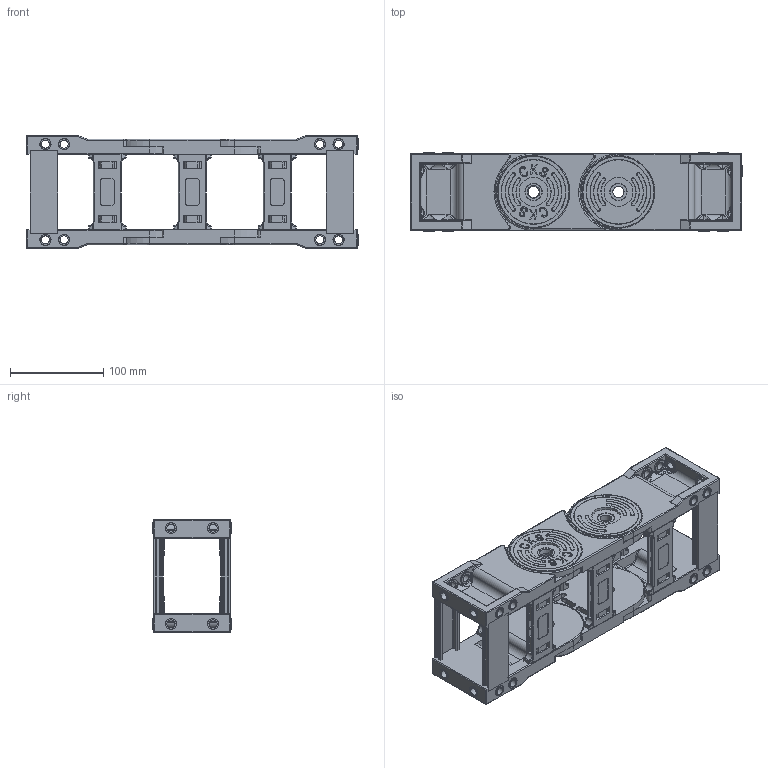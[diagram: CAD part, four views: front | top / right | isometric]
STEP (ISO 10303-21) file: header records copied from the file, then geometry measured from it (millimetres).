
FILE_DESCRIPTION (( 'STEP AP214' ), '1' );
FILE_NAME ('CK60-A080-AYAK.STEP', '2019-09-18T14:17:21', ( '' ), ( '' ), 'SwSTEP 2.0', 'SolidWorks 2017', '' );
FILE_SCHEMA (( 'AUTOMOTIVE_DESIGN' ));
Length unit declared in the file: millimetre
Products named in the file (1): CK60-A080-AYAK
Bounding box: 355.59 x 83.63 x 120.68 mm (x, y, z)
Volume: 763716.4 mm3; surface area: 403783.4 mm2
Topology: 42 solids, 42 shells, 3572 faces, 9186 edges, 5782 vertices
Faces by surface type: plane 1434, cylinder 1304, bspline 444, torus 330, sphere 56, cone 4
Entity records: 134510 total; most frequent: CARTESIAN_POINT 49429, ORIENTED_EDGE 18152, DIRECTION 17328, EDGE_CURVE 9076, AXIS2_PLACEMENT_3D 6245, VERTEX_POINT 5780, LINE 4838, VECTOR 4838
